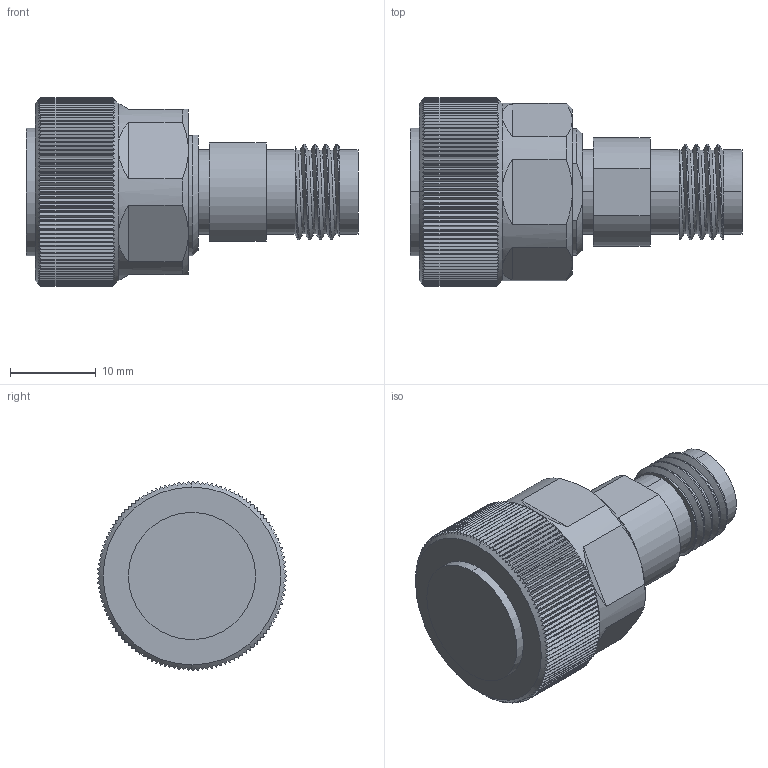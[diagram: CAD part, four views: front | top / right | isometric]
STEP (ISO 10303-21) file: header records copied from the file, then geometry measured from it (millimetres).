
FILE_DESCRIPTION (( 'STEP AP203' ), '1' );
FILE_NAME ('FMAD1290_3D.STEP', '2022-03-18T19:29:43', ( '' ), ( '' ), 'SwSTEP 2.0', 'SolidWorks 2021', '' );
FILE_SCHEMA (( 'CONFIG_CONTROL_DESIGN' ));
Length unit declared in the file: inch
Products named in the file (1): FMAD1290_3D
Bounding box: 38.61 x 21.93 x 21.93 mm (x, y, z)
Volume: 8246.6 mm3; surface area: 3021.4 mm2
Topology: 1 solids, 1 shells, 442 faces, 1293 edges, 858 vertices
Faces by surface type: plane 276, cylinder 152, cone 11, bspline 3
Entity records: 17001 total; most frequent: CARTESIAN_POINT 6049, ORIENTED_EDGE 2586, DIRECTION 1914, EDGE_CURVE 1293, VERTEX_POINT 858, AXIS2_PLACEMENT_3D 741, B_SPLINE_CURVE_WITH_KNOTS 537, EDGE_LOOP 447
